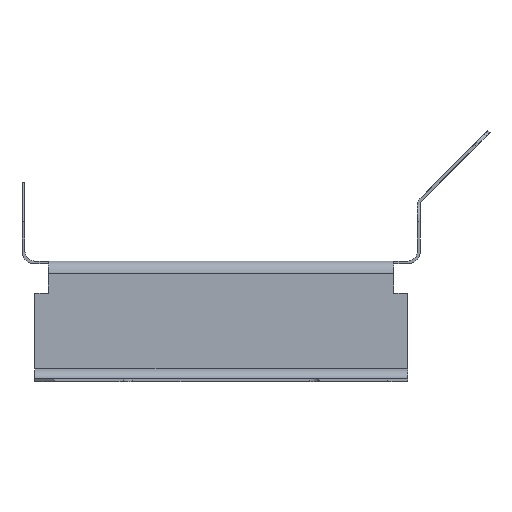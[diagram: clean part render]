
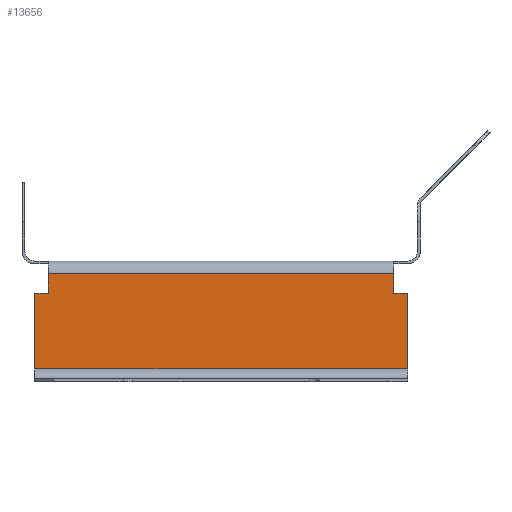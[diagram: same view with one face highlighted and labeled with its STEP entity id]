
A CAD part, front view. The second image highlights one B-rep face of the part: STEP entity #13656.
In plain terms, the highlighted planar face has unit normal (0, -1, 0).
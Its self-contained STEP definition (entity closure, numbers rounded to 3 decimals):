
#8251=CARTESIAN_POINT(' ',(-8.89,49.83,69.85));
#8252=VERTEX_POINT(' ',#8251);
#8266=CARTESIAN_POINT(' ',(-8.89,49.83,69.85));
#8271=DIRECTION(' ',(0.,0.,-1.));
#8276=VECTOR(' ',#8271,1.);
#8281=LINE('',#8266,#8276);
#8286=CARTESIAN_POINT(' ',(-8.89,49.83,57.28));
#8287=VERTEX_POINT(' ',#8286);
#8291=EDGE_CURVE(' ',#8252,#8287,#8281,.T.);
#8641=CARTESIAN_POINT(' ',(-232.41,49.83,57.28));
#8642=VERTEX_POINT(' ',#8641);
#8656=CARTESIAN_POINT(' ',(-232.41,49.83,69.85));
#8661=DIRECTION(' ',(0.,0.,-1.));
#8666=VECTOR(' ',#8661,1.);
#8671=LINE('',#8656,#8666);
#8676=CARTESIAN_POINT(' ',(-232.41,49.83,69.85));
#8677=VERTEX_POINT(' ',#8676);
#8681=EDGE_CURVE(' ',#8677,#8642,#8671,.T.);
#13306=CARTESIAN_POINT(' ',(-8.89,49.83,69.85));
#13311=DIRECTION(' ',(-1.,0.,0.));
#13316=VECTOR(' ',#13311,1.);
#13321=LINE('',#13306,#13316);
#13326=EDGE_CURVE(' ',#8252,#8677,#13321,.T.);
#13436=DIRECTION(' ',(0.,-1.,0.));
#13441=CARTESIAN_POINT(' ',(0.,49.83,8.258));
#13446=DIRECTION(' ',(0.,0.,1.));
#13451=AXIS2_PLACEMENT_3D(' ',#13441,#13436,#13446);
#13456=PLANE('',#13451);
#13461=CARTESIAN_POINT(' ',(-8.89,49.83,57.28));
#13466=DIRECTION(' ',(1.,0.,0.));
#13471=VECTOR(' ',#13466,1.);
#13476=LINE('',#13461,#13471);
#13481=CARTESIAN_POINT(' ',(0.,49.83,57.28));
#13482=VERTEX_POINT(' ',#13481);
#13486=EDGE_CURVE(' ',#8287,#13482,#13476,.T.);
#13491=ORIENTED_EDGE(' ',*,*,#13486,.F.);
#13496=ORIENTED_EDGE(' ',*,*,#8291,.F.);
#13501=ORIENTED_EDGE(' ',*,*,#13326,.T.);
#13506=ORIENTED_EDGE(' ',*,*,#8681,.T.);
#13511=CARTESIAN_POINT(' ',(-241.3,49.83,57.28));
#13516=DIRECTION(' ',(1.,0.,0.));
#13521=VECTOR(' ',#13516,1.);
#13526=LINE('',#13511,#13521);
#13531=CARTESIAN_POINT(' ',(-241.3,49.83,57.28));
#13532=VERTEX_POINT(' ',#13531);
#13536=EDGE_CURVE(' ',#13532,#8642,#13526,.T.);
#13541=ORIENTED_EDGE(' ',*,*,#13536,.F.);
#13546=CARTESIAN_POINT(' ',(-241.3,49.83,57.28));
#13551=DIRECTION(' ',(0.,0.,-1.));
#13556=VECTOR(' ',#13551,1.);
#13561=LINE('',#13546,#13556);
#13566=CARTESIAN_POINT(' ',(-241.3,49.83,8.258));
#13567=VERTEX_POINT(' ',#13566);
#13571=EDGE_CURVE(' ',#13532,#13567,#13561,.T.);
#13576=ORIENTED_EDGE(' ',*,*,#13571,.T.);
#13581=CARTESIAN_POINT(' ',(0.,49.83,8.258));
#13586=DIRECTION(' ',(-1.,0.,0.));
#13591=VECTOR(' ',#13586,1.);
#13596=LINE('',#13581,#13591);
#13601=CARTESIAN_POINT(' ',(0.,49.83,8.258));
#13602=VERTEX_POINT(' ',#13601);
#13606=EDGE_CURVE(' ',#13602,#13567,#13596,.T.);
#13611=ORIENTED_EDGE(' ',*,*,#13606,.F.);
#13616=CARTESIAN_POINT(' ',(0.,49.83,57.28));
#13621=DIRECTION(' ',(0.,0.,-1.));
#13626=VECTOR(' ',#13621,1.);
#13631=LINE('',#13616,#13626);
#13636=EDGE_CURVE(' ',#13482,#13602,#13631,.T.);
#13641=ORIENTED_EDGE(' ',*,*,#13636,.F.);
#13646=EDGE_LOOP(' ',(#13491,#13496,#13501,#13506,#13541,#13576,#13611,#13641));
#13651=FACE_OUTER_BOUND(' ',#13646,.T.);
#13656=ADVANCED_FACE('',(#13651),#13456,.T.);
